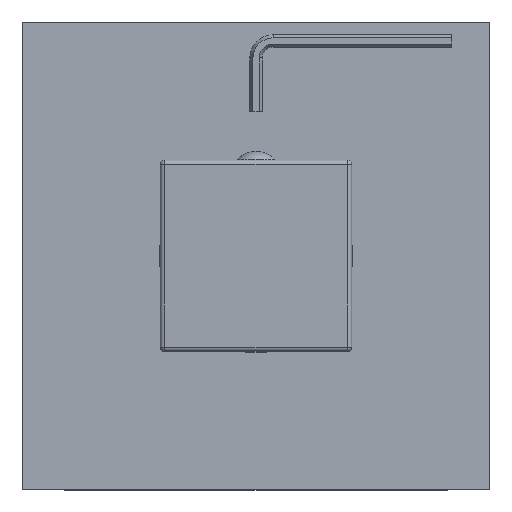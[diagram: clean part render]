
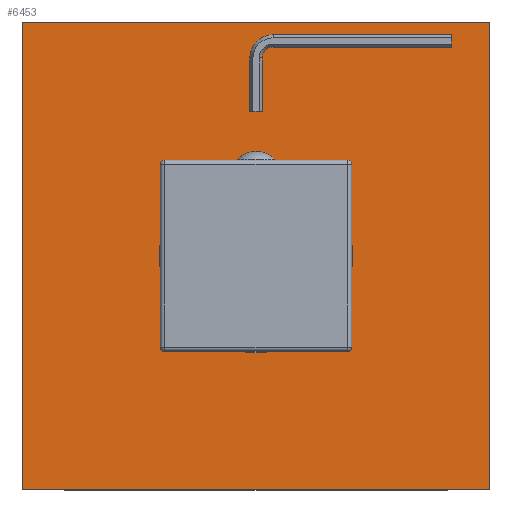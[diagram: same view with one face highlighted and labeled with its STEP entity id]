
A CAD part, top view. The second image highlights one B-rep face of the part: STEP entity #6453.
In plain terms, the highlighted face is planar.
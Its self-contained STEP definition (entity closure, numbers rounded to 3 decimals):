
#6106=CARTESIAN_POINT('',(0.,2.,0.));
#6107=DIRECTION('',(0.,-1.,0.));
#6108=DIRECTION('',(1.,0.,0.));
#6109=AXIS2_PLACEMENT_3D('',#6106,#6107,#6108);
#6114=CARTESIAN_POINT('',(0.,2.,0.));
#6115=DIRECTION('',(0.,-1.,0.));
#6116=DIRECTION('',(-1.,0.,0.));
#6117=AXIS2_PLACEMENT_3D('',#6114,#6115,#6116);
#6122=DIRECTION('',(0.,0.,1.));
#6123=VECTOR('',#6122,110.);
#6124=CARTESIAN_POINT('',(-55.,2.,-55.));
#6125=LINE('',#6124,#6123);
#6129=DIRECTION('',(-1.,0.,0.));
#6130=VECTOR('',#6129,110.);
#6131=CARTESIAN_POINT('',(55.,2.,-55.));
#6132=LINE('',#6131,#6130);
#6136=DIRECTION('',(0.,0.,-1.));
#6137=VECTOR('',#6136,110.);
#6138=CARTESIAN_POINT('',(55.,2.,55.));
#6139=LINE('',#6138,#6137);
#6143=DIRECTION('',(1.,0.,0.));
#6144=VECTOR('',#6143,110.);
#6145=CARTESIAN_POINT('',(-55.,2.,55.));
#6146=LINE('',#6145,#6144);
#6326=CARTESIAN_POINT('',(22.8,2.,0.));
#6327=CARTESIAN_POINT('',(-22.8,2.,0.));
#6328=VERTEX_POINT('',#6326);
#6329=VERTEX_POINT('',#6327);
#6330=CARTESIAN_POINT('',(-55.,2.,-55.));
#6331=CARTESIAN_POINT('',(-55.,2.,55.));
#6332=VERTEX_POINT('',#6330);
#6333=VERTEX_POINT('',#6331);
#6334=CARTESIAN_POINT('',(55.,2.,55.));
#6335=VERTEX_POINT('',#6334);
#6336=CARTESIAN_POINT('',(55.,2.,-55.));
#6337=VERTEX_POINT('',#6336);
#6434=CARTESIAN_POINT('',(0.,2.,0.));
#6435=DIRECTION('',(0.,1.,0.));
#6436=DIRECTION('',(1.,0.,0.));
#6437=AXIS2_PLACEMENT_3D('',#6434,#6435,#6436);
#6438=PLANE('',#6437);
#6440=ORIENTED_EDGE('',*,*,#6439,.F.);
#6442=ORIENTED_EDGE('',*,*,#6441,.F.);
#6444=ORIENTED_EDGE('',*,*,#6443,.F.);
#6446=ORIENTED_EDGE('',*,*,#6445,.F.);
#6447=EDGE_LOOP('',(#6440,#6442,#6444,#6446));
#6448=FACE_OUTER_BOUND('',#6447,.F.);
#6449=ORIENTED_EDGE('',*,*,#6414,.F.);
#6450=ORIENTED_EDGE('',*,*,#6428,.F.);
#6451=EDGE_LOOP('',(#6449,#6450));
#6452=FACE_BOUND('',#6451,.F.);
#6453=ADVANCED_FACE('',(#6448,#6452),#6438,.T.);
#6110=CIRCLE('',#6109,22.8);
#6118=CIRCLE('',#6117,22.8);
#6414=EDGE_CURVE('',#6328,#6329,#6110,.T.);
#6428=EDGE_CURVE('',#6329,#6328,#6118,.T.);
#6439=EDGE_CURVE('',#6332,#6333,#6125,.T.);
#6441=EDGE_CURVE('',#6337,#6332,#6132,.T.);
#6443=EDGE_CURVE('',#6335,#6337,#6139,.T.);
#6445=EDGE_CURVE('',#6333,#6335,#6146,.T.);
